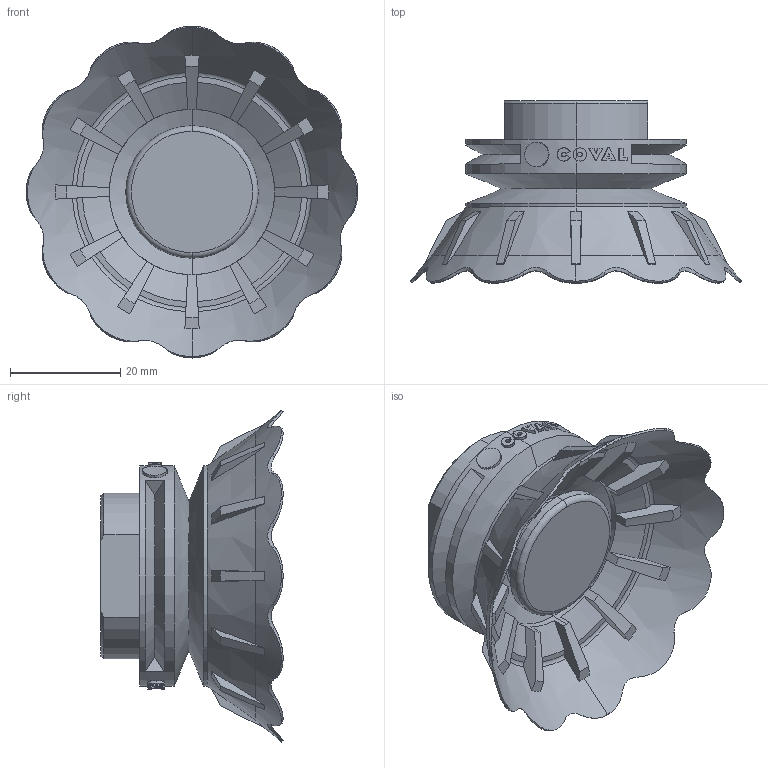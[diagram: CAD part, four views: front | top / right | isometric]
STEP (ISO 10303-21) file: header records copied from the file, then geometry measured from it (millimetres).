
FILE_DESCRIPTION(('STEP AP214'),'1');
FILE_NAME('COVAL_FPC60SIBL3IF38PC.stp','2017-12-27T14:46:06',('TraceParts'),('TraceParts S.A.'),'Spatial InterOp 3D',' ',' ');
FILE_SCHEMA(('automotive_design'));
Length unit declared in the file: millimetre
Products named in the file (1): COVAL_FPC60SIBL3IF38PC
Bounding box: 60.17 x 33 x 60.17 mm (x, y, z)
Volume: 18566.9 mm3; surface area: 12988.4 mm2
Topology: 1 solids, 1 shells, 375 faces, 1027 edges, 674 vertices
Faces by surface type: plane 178, bspline 77, cone 58, cylinder 48, torus 14
Entity records: 22829 total; most frequent: CARTESIAN_POINT 11135, ORIENTED_EDGE 2054, DIRECTION 1472, EDGE_CURVE 1027, VERTEX_POINT 674, AXIS2_PLACEMENT_3D 539, EDGE_LOOP 395, LINE 394
